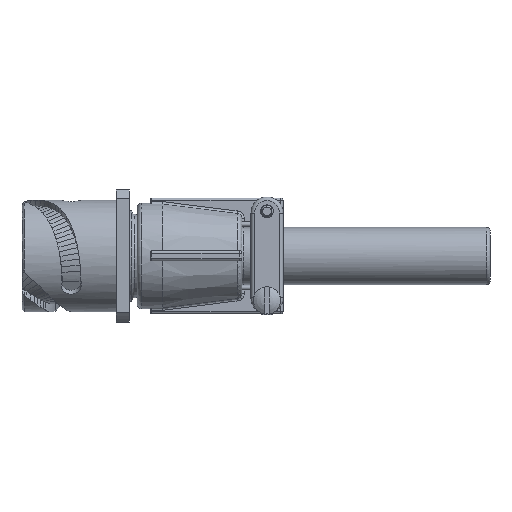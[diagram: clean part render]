
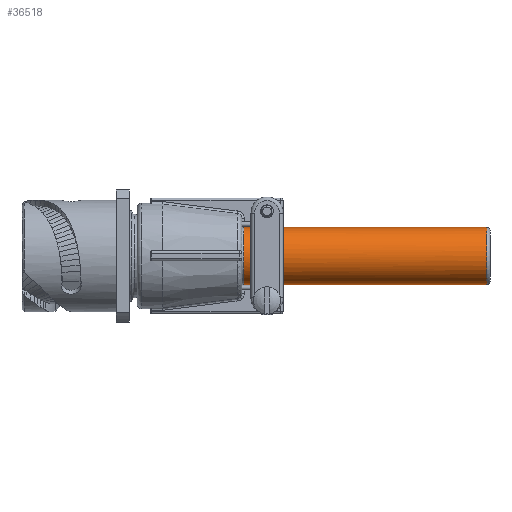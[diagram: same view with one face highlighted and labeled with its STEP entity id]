
A CAD part, top view. The second image highlights one B-rep face of the part: STEP entity #36518.
In plain terms, the highlighted cylindrical face has radius 7.01 mm (diameter 14.02 mm), a partial arc.
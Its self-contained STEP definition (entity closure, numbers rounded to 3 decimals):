
#5882=CARTESIAN_POINT('',(54.28,0.,0.));
#5883=DIRECTION('',(1.,0.,0.));
#5884=DIRECTION('',(0.,1.,-0.002));
#5885=AXIS2_PLACEMENT_3D('',#5882,#5883,#5884);
#5907=DIRECTION('',(-1.,0.,0.));
#5908=VECTOR('',#5907,59.602);
#5909=CARTESIAN_POINT('',(113.882,7.01,
-0.014));
#5910=LINE('2931',#5909,#5908);
#5911=DIRECTION('',(-1.,0.,0.));
#5912=VECTOR('',#5911,59.602);
#5913=CARTESIAN_POINT('',(113.882,-7.01,
0.014));
#5914=LINE('2932',#5913,#5912);
#5920=CARTESIAN_POINT('',(113.882,0.,0.));
#5921=DIRECTION('',(1.,0.,0.));
#5922=DIRECTION('',(0.,1.,-0.002));
#5923=AXIS2_PLACEMENT_3D('',#5920,#5921,#5922);
#7919=CARTESIAN_POINT('',(63.96,0.,0.));
#7920=DIRECTION('',(1.,0.,0.));
#7921=DIRECTION('',(0.,0.883,0.469));
#7922=AXIS2_PLACEMENT_3D('',#7919,#7920,#7921);
#7978=DIRECTION('',(1.,0.,0.));
#7979=VECTOR('',#7978,7.87);
#7980=CARTESIAN_POINT('',(56.09,-6.178,3.313));
#7981=LINE('2952',#7980,#7979);
#7982=CARTESIAN_POINT('',(56.09,0.,0.));
#7983=DIRECTION('',(1.,0.,0.));
#7984=DIRECTION('',(0.,0.883,0.469));
#7985=AXIS2_PLACEMENT_3D('',#7982,#7983,#7984);
#8041=DIRECTION('',(1.,0.,0.));
#8042=VECTOR('',#8041,7.87);
#8043=CARTESIAN_POINT('',(56.09,6.191,3.287));
#8044=LINE('2947',#8043,#8042);
#24140=CARTESIAN_POINT('',(113.882,7.01,
-0.014));
#24141=CARTESIAN_POINT('',(54.28,7.01,-0.014));
#24142=VERTEX_POINT('',#24140);
#24143=VERTEX_POINT('',#24141);
#24144=CARTESIAN_POINT('',(113.882,-7.01,
0.014));
#24145=CARTESIAN_POINT('',(54.28,-7.01,0.014));
#24146=VERTEX_POINT('',#24144);
#24147=VERTEX_POINT('',#24145);
#24160=CARTESIAN_POINT('',(63.96,6.191,3.287));
#24161=CARTESIAN_POINT('',(63.96,-6.178,3.313));
#24162=VERTEX_POINT('',#24160);
#24163=VERTEX_POINT('',#24161);
#24164=CARTESIAN_POINT('',(56.09,6.191,3.287));
#24165=CARTESIAN_POINT('',(56.09,-6.178,3.313));
#24166=VERTEX_POINT('',#24164);
#24167=VERTEX_POINT('',#24165);
#36496=CARTESIAN_POINT('',(47.9,0.,0.));
#36497=DIRECTION('',(1.,0.,0.));
#36498=DIRECTION('',(0.,-1.,0.002));
#36499=AXIS2_PLACEMENT_3D('',#36496,#36497,#36498);
#36500=CYLINDRICAL_SURFACE('817',#36499,7.01);
#36501=ORIENTED_EDGE('2931',*,*,#36469,.F.);
#36503=ORIENTED_EDGE('2940',*,*,#36502,.T.);
#36504=ORIENTED_EDGE('2932',*,*,#36472,.T.);
#36505=ORIENTED_EDGE('2935',*,*,#36410,.F.);
#36506=EDGE_LOOP('817',(#36501,#36503,#36504,#36505));
#36507=FACE_OUTER_BOUND('817',#36506,.F.);
#36509=ORIENTED_EDGE('2945',*,*,#36508,.F.);
#36511=ORIENTED_EDGE('2947',*,*,#36510,.F.);
#36513=ORIENTED_EDGE('2946',*,*,#36512,.T.);
#36515=ORIENTED_EDGE('2952',*,*,#36514,.T.);
#36516=EDGE_LOOP('817',(#36509,#36511,#36513,#36515));
#36517=FACE_BOUND('817',#36516,.F.);
#5886=CIRCLE('2935',#5885,7.01);
#5924=CIRCLE('2940',#5923,7.01);
#7923=CIRCLE('2945',#7922,7.01);
#7986=CIRCLE('2946',#7985,7.01);
#36410=EDGE_CURVE('2935',#24143,#24147,#5886,.T.);
#36469=EDGE_CURVE('2931',#24142,#24143,#5910,.T.);
#36472=EDGE_CURVE('2932',#24146,#24147,#5914,.T.);
#36502=EDGE_CURVE('2940',#24142,#24146,#5924,.T.);
#36508=EDGE_CURVE('2945',#24162,#24163,#7923,.T.);
#36510=EDGE_CURVE('2947',#24166,#24162,#8044,.T.);
#36512=EDGE_CURVE('2946',#24166,#24167,#7986,.T.);
#36514=EDGE_CURVE('2952',#24167,#24163,#7981,.T.);
#36518=ADVANCED_FACE('817',(#36507,#36517),#36500,.T.);
